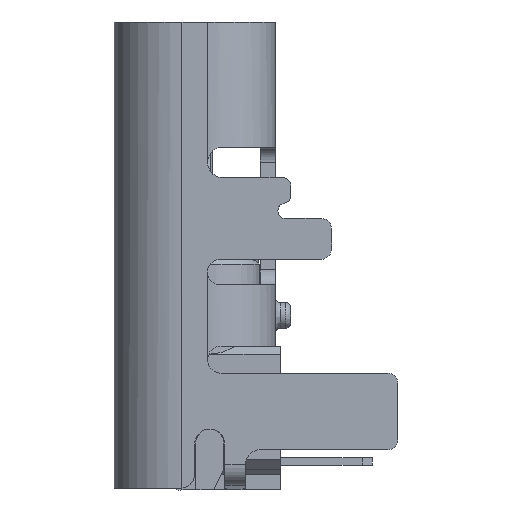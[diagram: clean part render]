
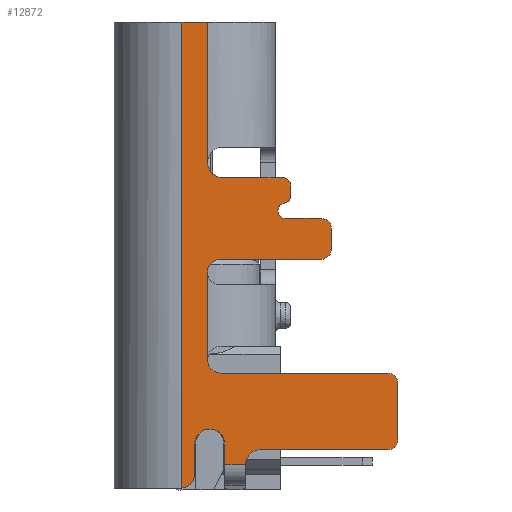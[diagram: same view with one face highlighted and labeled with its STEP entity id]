
A CAD part, left-side view. The second image highlights one B-rep face of the part: STEP entity #12872.
In plain terms, the highlighted planar face has unit normal (-1, 0, 0).
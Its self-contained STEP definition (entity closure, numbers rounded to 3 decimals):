
#156=PLANE('',#13707);
#604=LINE('',#21255,#1935);
#630=LINE('',#21814,#1961);
#636=LINE('',#21832,#1967);
#779=LINE('',#28795,#2110);
#789=LINE('',#28814,#2120);
#794=LINE('',#28886,#2125);
#826=LINE('',#29890,#2157);
#838=LINE('',#31335,#2169);
#839=LINE('',#31337,#2170);
#840=LINE('',#31341,#2171);
#841=LINE('',#31345,#2172);
#842=LINE('',#31347,#2173);
#843=LINE('',#31353,#2174);
#844=LINE('',#31355,#2175);
#845=LINE('',#31359,#2176);
#1935=VECTOR('',#14462,1000.);
#1961=VECTOR('',#14538,1000.);
#1967=VECTOR('',#14552,1000.);
#2110=VECTOR('',#14995,1000.);
#2120=VECTOR('',#15015,1000.);
#2125=VECTOR('',#15024,1000.);
#2157=VECTOR('',#15134,1000.);
#2169=VECTOR('',#15186,1000.);
#2170=VECTOR('',#15187,1000.);
#2171=VECTOR('',#15190,1000.);
#2172=VECTOR('',#15195,1000.);
#2173=VECTOR('',#15196,1000.);
#2174=VECTOR('',#15203,1000.);
#2175=VECTOR('',#15204,1000.);
#2176=VECTOR('',#15207,1000.);
#3489=CIRCLE('',#13586,0.2);
#3498=CIRCLE('',#13597,0.3);
#3533=CIRCLE('',#13658,0.3);
#3546=CIRCLE('',#13687,0.2);
#3559=CIRCLE('',#13708,0.2);
#3560=CIRCLE('',#13709,0.265);
#3561=CIRCLE('',#13710,0.25);
#3562=CIRCLE('',#13711,0.2);
#3563=CIRCLE('',#13712,0.15);
#3564=CIRCLE('',#13713,0.15);
#3565=CIRCLE('',#13714,0.15);
#3566=CIRCLE('',#13715,0.3);
#3567=CIRCLE('',#13716,0.295);
#3867=FACE_OUTER_BOUND('',#4568,.T.);
#4568=EDGE_LOOP('',(#9043,#9044,#9045,#9046,#9047,#9048,#9049,#9050,#9051,
#9052,#9053,#9054,#9055,#9056,#9057,#9058,#9059,#9060,#9061,#9062,#9063,
#9064,#9065,#9066,#9067,#9068,#9069,#9070));
#5312=VERTEX_POINT('',#21251);
#5314=VERTEX_POINT('',#21254);
#5358=VERTEX_POINT('',#21811);
#5359=VERTEX_POINT('',#21813);
#5366=VERTEX_POINT('',#21830);
#5367=VERTEX_POINT('',#21831);
#5526=VERTEX_POINT('',#27112);
#5529=VERTEX_POINT('',#27117);
#5546=VERTEX_POINT('',#27159);
#5599=VERTEX_POINT('',#28793);
#5603=VERTEX_POINT('',#28813);
#5609=VERTEX_POINT('',#28883);
#5610=VERTEX_POINT('',#28885);
#5637=VERTEX_POINT('',#29877);
#5640=VERTEX_POINT('',#29882);
#5641=VERTEX_POINT('',#29886);
#5643=VERTEX_POINT('',#29889);
#5654=VERTEX_POINT('',#31333);
#5655=VERTEX_POINT('',#31336);
#5656=VERTEX_POINT('',#31338);
#5657=VERTEX_POINT('',#31340);
#5658=VERTEX_POINT('',#31343);
#5659=VERTEX_POINT('',#31346);
#5660=VERTEX_POINT('',#31348);
#5661=VERTEX_POINT('',#31351);
#5662=VERTEX_POINT('',#31354);
#5663=VERTEX_POINT('',#31356);
#5664=VERTEX_POINT('',#31358);
#6516=EDGE_CURVE('',#5312,#5314,#604,.T.);
#6566=EDGE_CURVE('',#5358,#5359,#630,.T.);
#6574=EDGE_CURVE('',#5366,#5367,#636,.T.);
#6776=EDGE_CURVE('',#5529,#5526,#3489,.T.);
#6798=EDGE_CURVE('',#5314,#5546,#3498,.T.);
#6879=EDGE_CURVE('',#5599,#5312,#779,.T.);
#6890=EDGE_CURVE('',#5367,#5603,#789,.T.);
#6897=EDGE_CURVE('',#5609,#5610,#794,.T.);
#6907=EDGE_CURVE('',#5359,#5366,#3533,.T.);
#6953=EDGE_CURVE('',#5640,#5637,#3546,.T.);
#6955=EDGE_CURVE('',#5641,#5643,#826,.T.);
#6991=EDGE_CURVE('',#5654,#5358,#3559,.T.);
#6992=EDGE_CURVE('',#5526,#5654,#838,.T.);
#6993=EDGE_CURVE('',#5655,#5529,#839,.T.);
#6994=EDGE_CURVE('',#5656,#5655,#3560,.T.);
#6995=EDGE_CURVE('',#5657,#5656,#840,.T.);
#6996=EDGE_CURVE('',#5643,#5657,#3561,.T.);
#6997=EDGE_CURVE('',#5658,#5641,#3562,.T.);
#6998=EDGE_CURVE('',#5637,#5658,#841,.T.);
#6999=EDGE_CURVE('',#5659,#5640,#842,.T.);
#7000=EDGE_CURVE('',#5660,#5659,#3563,.T.);
#7001=EDGE_CURVE('',#5610,#5660,#3564,.T.);
#7002=EDGE_CURVE('',#5661,#5609,#3565,.T.);
#7003=EDGE_CURVE('',#5546,#5661,#843,.T.);
#7004=EDGE_CURVE('',#5662,#5599,#844,.T.);
#7005=EDGE_CURVE('',#5663,#5662,#3566,.T.);
#7006=EDGE_CURVE('',#5664,#5663,#845,.T.);
#7007=EDGE_CURVE('',#5603,#5664,#3567,.T.);
#9043=ORIENTED_EDGE('',*,*,#6907,.F.);
#9044=ORIENTED_EDGE('',*,*,#6566,.F.);
#9045=ORIENTED_EDGE('',*,*,#6991,.F.);
#9046=ORIENTED_EDGE('',*,*,#6992,.F.);
#9047=ORIENTED_EDGE('',*,*,#6776,.F.);
#9048=ORIENTED_EDGE('',*,*,#6993,.F.);
#9049=ORIENTED_EDGE('',*,*,#6994,.F.);
#9050=ORIENTED_EDGE('',*,*,#6995,.F.);
#9051=ORIENTED_EDGE('',*,*,#6996,.F.);
#9052=ORIENTED_EDGE('',*,*,#6955,.F.);
#9053=ORIENTED_EDGE('',*,*,#6997,.F.);
#9054=ORIENTED_EDGE('',*,*,#6998,.F.);
#9055=ORIENTED_EDGE('',*,*,#6953,.F.);
#9056=ORIENTED_EDGE('',*,*,#6999,.F.);
#9057=ORIENTED_EDGE('',*,*,#7000,.F.);
#9058=ORIENTED_EDGE('',*,*,#7001,.F.);
#9059=ORIENTED_EDGE('',*,*,#6897,.F.);
#9060=ORIENTED_EDGE('',*,*,#7002,.F.);
#9061=ORIENTED_EDGE('',*,*,#7003,.F.);
#9062=ORIENTED_EDGE('',*,*,#6798,.F.);
#9063=ORIENTED_EDGE('',*,*,#6516,.F.);
#9064=ORIENTED_EDGE('',*,*,#6879,.F.);
#9065=ORIENTED_EDGE('',*,*,#7004,.F.);
#9066=ORIENTED_EDGE('',*,*,#7005,.F.);
#9067=ORIENTED_EDGE('',*,*,#7006,.F.);
#9068=ORIENTED_EDGE('',*,*,#7007,.F.);
#9069=ORIENTED_EDGE('',*,*,#6890,.F.);
#9070=ORIENTED_EDGE('',*,*,#6574,.F.);
#12872=ADVANCED_FACE('',(#3867),#156,.F.);
#13586=AXIS2_PLACEMENT_3D('',#27119,#14835,#14836);
#13597=AXIS2_PLACEMENT_3D('',#27160,#14870,#14871);
#13658=AXIS2_PLACEMENT_3D('',#28903,#15046,#15047);
#13687=AXIS2_PLACEMENT_3D('',#29884,#15129,#15130);
#13707=AXIS2_PLACEMENT_3D('',#31332,#15182,#15183);
#13708=AXIS2_PLACEMENT_3D('',#31334,#15184,#15185);
#13709=AXIS2_PLACEMENT_3D('',#31339,#15188,#15189);
#13710=AXIS2_PLACEMENT_3D('',#31342,#15191,#15192);
#13711=AXIS2_PLACEMENT_3D('',#31344,#15193,#15194);
#13712=AXIS2_PLACEMENT_3D('',#31349,#15197,#15198);
#13713=AXIS2_PLACEMENT_3D('',#31350,#15199,#15200);
#13714=AXIS2_PLACEMENT_3D('',#31352,#15201,#15202);
#13715=AXIS2_PLACEMENT_3D('',#31357,#15205,#15206);
#13716=AXIS2_PLACEMENT_3D('',#31360,#15208,#15209);
#14462=DIRECTION('',(0.,0.,-1.));
#14538=DIRECTION('',(0.,1.,0.));
#14552=DIRECTION('',(0.,1.,0.));
#14835=DIRECTION('center_axis',(1.,0.,0.));
#14836=DIRECTION('ref_axis',(0.,0.,1.));
#14870=DIRECTION('center_axis',(-1.,0.,0.));
#14871=DIRECTION('ref_axis',(0.,0.,-1.));
#14995=DIRECTION('',(0.,-1.,0.));
#15015=DIRECTION('',(0.,0.,1.));
#15024=DIRECTION('',(0.,0.,-1.));
#15046=DIRECTION('center_axis',(-1.,0.,0.));
#15047=DIRECTION('ref_axis',(0.,0.,1.));
#15129=DIRECTION('center_axis',(1.,0.,0.));
#15130=DIRECTION('ref_axis',(0.,0.,1.));
#15134=DIRECTION('',(0.,1.,0.));
#15182=DIRECTION('center_axis',(1.,0.,0.));
#15183=DIRECTION('ref_axis',(0.,1.,0.));
#15184=DIRECTION('center_axis',(1.,0.,0.));
#15185=DIRECTION('ref_axis',(0.,0.,1.));
#15186=DIRECTION('',(0.,0.,-1.));
#15187=DIRECTION('',(0.,-1.,0.));
#15188=DIRECTION('center_axis',(-1.,0.,0.));
#15189=DIRECTION('ref_axis',(0.,0.,-1.));
#15190=DIRECTION('',(0.,0.,-1.));
#15191=DIRECTION('center_axis',(-1.,0.,0.));
#15192=DIRECTION('ref_axis',(0.,0.,1.));
#15193=DIRECTION('center_axis',(1.,0.,0.));
#15194=DIRECTION('ref_axis',(0.,0.,1.));
#15195=DIRECTION('',(0.,0.,-1.));
#15196=DIRECTION('',(0.,-1.,0.));
#15197=DIRECTION('center_axis',(-1.,0.,0.));
#15198=DIRECTION('ref_axis',(0.,0.,-1.));
#15199=DIRECTION('center_axis',(1.,0.,0.));
#15200=DIRECTION('ref_axis',(0.,0.,1.));
#15201=DIRECTION('center_axis',(1.,0.,0.));
#15202=DIRECTION('ref_axis',(0.,0.,1.));
#15203=DIRECTION('',(0.,-1.,0.));
#15204=DIRECTION('',(0.,0.,1.));
#15205=DIRECTION('center_axis',(1.,0.,0.));
#15206=DIRECTION('ref_axis',(0.,0.,-1.));
#15207=DIRECTION('',(0.,0.,-1.));
#15208=DIRECTION('center_axis',(-1.,0.,0.));
#15209=DIRECTION('ref_axis',(0.,0.,-1.));
#21251=CARTESIAN_POINT('',(-4.475,1.63,0.5));
#21254=CARTESIAN_POINT('',(-4.475,1.63,-2.25));
#21255=CARTESIAN_POINT('',(-4.475,1.63,-2.305));
#21811=CARTESIAN_POINT('',(-4.475,-1.9,-7.88));
#21813=CARTESIAN_POINT('',(-4.475,0.59,-7.88));
#21814=CARTESIAN_POINT('',(-4.475,0.015,-7.88));
#21830=CARTESIAN_POINT('',(-4.475,0.89,-8.18));
#21831=CARTESIAN_POINT('',(-4.475,1.29,-8.18));
#21832=CARTESIAN_POINT('',(-4.475,0.015,-8.18));
#27112=CARTESIAN_POINT('',(-4.475,-2.1,-6.58));
#27117=CARTESIAN_POINT('',(-4.475,-1.9,-6.38));
#27119=CARTESIAN_POINT('Origin',(-4.475,-1.9,-6.58));
#27159=CARTESIAN_POINT('',(-4.475,1.33,-2.55));
#27160=CARTESIAN_POINT('Origin',(-4.475,1.33,-2.25));
#28793=CARTESIAN_POINT('',(-4.475,2.13,0.5));
#28795=CARTESIAN_POINT('',(-4.475,3.385,0.5));
#28813=CARTESIAN_POINT('',(-4.475,1.29,-7.77));
#28814=CARTESIAN_POINT('',(-4.475,1.29,-4.068));
#28883=CARTESIAN_POINT('',(-4.475,0.,-2.7));
#28885=CARTESIAN_POINT('',(-4.475,0.,-2.904));
#28886=CARTESIAN_POINT('',(-4.475,0.,-4.068));
#28903=CARTESIAN_POINT('Origin',(-4.475,0.59,-8.18));
#29877=CARTESIAN_POINT('',(-4.475,-0.8,-3.55));
#29882=CARTESIAN_POINT('',(-4.475,-0.6,-3.35));
#29884=CARTESIAN_POINT('Origin',(-4.475,-0.6,-3.55));
#29886=CARTESIAN_POINT('',(-4.475,-0.6,-4.15));
#29889=CARTESIAN_POINT('',(-4.475,1.38,-4.15));
#29890=CARTESIAN_POINT('',(-4.475,0.015,-4.15));
#31332=CARTESIAN_POINT('Origin',(-4.475,0.015,-4.068));
#31333=CARTESIAN_POINT('',(-4.475,-2.1,-7.68));
#31334=CARTESIAN_POINT('Origin',(-4.475,-1.9,-7.68));
#31335=CARTESIAN_POINT('',(-4.475,-2.1,-4.068));
#31336=CARTESIAN_POINT('',(-4.475,1.365,-6.38));
#31337=CARTESIAN_POINT('',(-4.475,0.015,-6.38));
#31338=CARTESIAN_POINT('',(-4.475,1.63,-6.115));
#31339=CARTESIAN_POINT('Origin',(-4.475,1.365,-6.115));
#31340=CARTESIAN_POINT('',(-4.475,1.63,-4.4));
#31341=CARTESIAN_POINT('',(-4.475,1.63,-6.149));
#31342=CARTESIAN_POINT('Origin',(-4.475,1.38,-4.4));
#31343=CARTESIAN_POINT('',(-4.475,-0.8,-3.95));
#31344=CARTESIAN_POINT('Origin',(-4.475,-0.6,-3.95));
#31345=CARTESIAN_POINT('',(-4.475,-0.8,-4.068));
#31346=CARTESIAN_POINT('',(-4.475,0.1,-3.35));
#31347=CARTESIAN_POINT('',(-4.475,0.015,-3.35));
#31348=CARTESIAN_POINT('',(-4.475,0.125,-3.052));
#31349=CARTESIAN_POINT('Origin',(-4.475,0.1,-3.2));
#31350=CARTESIAN_POINT('Origin',(-4.475,0.15,-2.904));
#31351=CARTESIAN_POINT('',(-4.475,0.15,-2.55));
#31352=CARTESIAN_POINT('Origin',(-4.475,0.15,-2.7));
#31353=CARTESIAN_POINT('',(-4.475,0.015,-2.55));
#31354=CARTESIAN_POINT('',(-4.475,2.13,-8.636));
#31355=CARTESIAN_POINT('',(-4.475,2.13,-8.823));
#31356=CARTESIAN_POINT('',(-4.475,1.88,-8.34));
#31357=CARTESIAN_POINT('Origin',(-4.475,2.18,-8.34));
#31358=CARTESIAN_POINT('',(-4.475,1.88,-7.77));
#31359=CARTESIAN_POINT('',(-4.475,1.88,-4.068));
#31360=CARTESIAN_POINT('Origin',(-4.475,1.585,-7.77));
